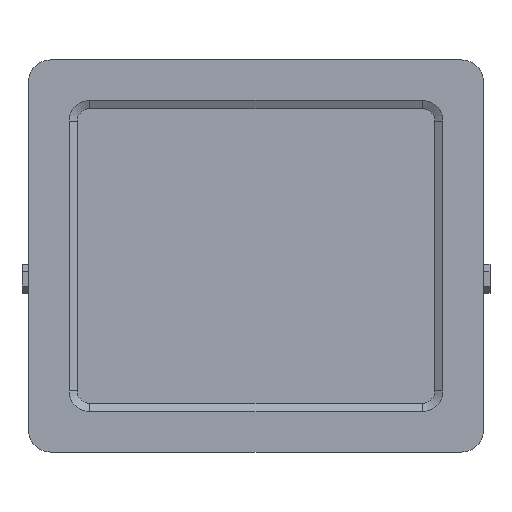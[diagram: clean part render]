
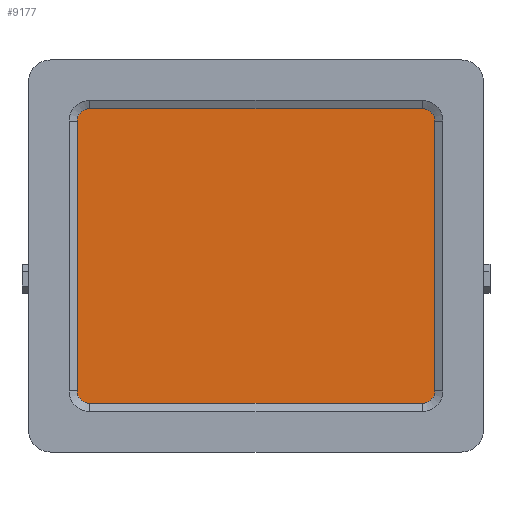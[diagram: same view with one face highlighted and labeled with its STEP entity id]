
A CAD part, top view. The second image highlights one B-rep face of the part: STEP entity #9177.
In plain terms, the highlighted planar face has unit normal (0, 0, 1).
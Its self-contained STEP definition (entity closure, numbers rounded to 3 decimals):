
#156 = CARTESIAN_POINT ( 'NONE',  ( -57., 43., 1.45 ) ) ;
#521 = EDGE_CURVE ( 'NONE', #765, #568, #5039, .T. ) ;
#568 = VERTEX_POINT ( 'NONE', #720 ) ;
#720 = CARTESIAN_POINT ( 'NONE',  ( 57., -43., 1.45 ) ) ;
#765 = VERTEX_POINT ( 'NONE', #10025 ) ;
#1023 = DIRECTION ( 'NONE',  ( -1., 0., 0. ) ) ;
#1203 = DIRECTION ( 'NONE',  ( -1., 0., 0. ) ) ;
#1390 = ORIENTED_EDGE ( 'NONE', *, *, #8416, .T. ) ;
#1393 = CARTESIAN_POINT ( 'NONE',  ( -57., 43., 1.45 ) ) ;
#1552 = CARTESIAN_POINT ( 'NONE',  ( 53., 47., 1.45 ) ) ;
#1904 = FACE_OUTER_BOUND ( 'NONE', #2900, .T. ) ;
#1962 = CIRCLE ( 'NONE', #7735, 4. ) ;
#2224 = AXIS2_PLACEMENT_3D ( 'NONE', #2668, #2725, #9030 ) ;
#2386 = VECTOR ( 'NONE', #7634, 1000. ) ;
#2668 = CARTESIAN_POINT ( 'NONE',  ( -53., -43., 1.45 ) ) ;
#2701 = VECTOR ( 'NONE', #2833, 1000. ) ;
#2725 = DIRECTION ( 'NONE',  ( 0., 0., -1. ) ) ;
#2757 = CARTESIAN_POINT ( 'NONE',  ( -57., -43., 1.45 ) ) ;
#2833 = DIRECTION ( 'NONE',  ( 0., -1., 0. ) ) ;
#2852 = CARTESIAN_POINT ( 'NONE',  ( -53., 47., 1.45 ) ) ;
#2862 = VECTOR ( 'NONE', #9422, 1000. ) ;
#2900 = EDGE_LOOP ( 'NONE', ( #9801, #1390, #7586, #9479, #8491, #6358, #8636, #2960 ) ) ;
#2915 = DIRECTION ( 'NONE',  ( 0., 0., 1. ) ) ;
#2960 = ORIENTED_EDGE ( 'NONE', *, *, #6027, .T. ) ;
#3041 = VERTEX_POINT ( 'NONE', #2852 ) ;
#3134 = VERTEX_POINT ( 'NONE', #3799 ) ;
#3210 = DIRECTION ( 'NONE',  ( 0., 0., 1. ) ) ;
#3302 = LINE ( 'NONE', #7233, #2862 ) ;
#3454 = CIRCLE ( 'NONE', #5279, 4. ) ;
#3799 = CARTESIAN_POINT ( 'NONE',  ( -53., -47., 1.45 ) ) ;
#4036 = VECTOR ( 'NONE', #9326, 1000. ) ;
#4182 = VERTEX_POINT ( 'NONE', #2757 ) ;
#4275 = CARTESIAN_POINT ( 'NONE',  ( 53., 43., 1.45 ) ) ;
#4299 = CARTESIAN_POINT ( 'NONE',  ( -53., -43., 1.45 ) ) ;
#4508 = CARTESIAN_POINT ( 'NONE',  ( 53., -47., 1.45 ) ) ;
#4519 = DIRECTION ( 'NONE',  ( -1., 0., 0. ) ) ;
#4753 = CARTESIAN_POINT ( 'NONE',  ( 57., 43., 1.45 ) ) ;
#5010 = EDGE_CURVE ( 'NONE', #9076, #6221, #3454, .T. ) ;
#5039 = CIRCLE ( 'NONE', #9821, 4. ) ;
#5182 = DIRECTION ( 'NONE',  ( 0., 0., 1. ) ) ;
#5279 = AXIS2_PLACEMENT_3D ( 'NONE', #4275, #7374, #1023 ) ;
#5374 = AXIS2_PLACEMENT_3D ( 'NONE', #8734, #3210, #8786 ) ;
#5381 = CARTESIAN_POINT ( 'NONE',  ( 57., 43., 1.45 ) ) ;
#5500 = EDGE_CURVE ( 'NONE', #4182, #3134, #1962, .T. ) ;
#5845 = EDGE_CURVE ( 'NONE', #6221, #3041, #3302, .T. ) ;
#6027 = EDGE_CURVE ( 'NONE', #9127, #4182, #8467, .T. ) ;
#6041 = LINE ( 'NONE', #5381, #2386 ) ;
#6085 = EDGE_CURVE ( 'NONE', #568, #9076, #6041, .T. ) ;
#6221 = VERTEX_POINT ( 'NONE', #1552 ) ;
#6358 = ORIENTED_EDGE ( 'NONE', *, *, #5845, .T. ) ;
#7233 = CARTESIAN_POINT ( 'NONE',  ( 53., 47., 1.45 ) ) ;
#7374 = DIRECTION ( 'NONE',  ( 0., 0., 1. ) ) ;
#7425 = PLANE ( 'NONE',  #2224 ) ;
#7586 = ORIENTED_EDGE ( 'NONE', *, *, #521, .T. ) ;
#7634 = DIRECTION ( 'NONE',  ( 0., 1., 0. ) ) ;
#7735 = AXIS2_PLACEMENT_3D ( 'NONE', #4299, #5182, #1203 ) ;
#8416 = EDGE_CURVE ( 'NONE', #3134, #765, #10045, .T. ) ;
#8467 = LINE ( 'NONE', #1393, #2701 ) ;
#8491 = ORIENTED_EDGE ( 'NONE', *, *, #5010, .T. ) ;
#8636 = ORIENTED_EDGE ( 'NONE', *, *, #9869, .T. ) ;
#8734 = CARTESIAN_POINT ( 'NONE',  ( -53., 43., 1.45 ) ) ;
#8786 = DIRECTION ( 'NONE',  ( 1., 0., 0. ) ) ;
#9030 = DIRECTION ( 'NONE',  ( -1., 0., 0. ) ) ;
#9076 = VERTEX_POINT ( 'NONE', #4753 ) ;
#9127 = VERTEX_POINT ( 'NONE', #156 ) ;
#9177 = ADVANCED_FACE ( 'NONE', ( #1904 ), #7425, .F. ) ;
#9326 = DIRECTION ( 'NONE',  ( 1., 0., 0. ) ) ;
#9422 = DIRECTION ( 'NONE',  ( -1., 0., 0. ) ) ;
#9479 = ORIENTED_EDGE ( 'NONE', *, *, #6085, .T. ) ;
#9659 = CIRCLE ( 'NONE', #5374, 4. ) ;
#9801 = ORIENTED_EDGE ( 'NONE', *, *, #5500, .T. ) ;
#9821 = AXIS2_PLACEMENT_3D ( 'NONE', #10005, #2915, #4519 ) ;
#9869 = EDGE_CURVE ( 'NONE', #3041, #9127, #9659, .T. ) ;
#10005 = CARTESIAN_POINT ( 'NONE',  ( 53., -43., 1.45 ) ) ;
#10025 = CARTESIAN_POINT ( 'NONE',  ( 53., -47., 1.45 ) ) ;
#10045 = LINE ( 'NONE', #4508, #4036 ) ;
